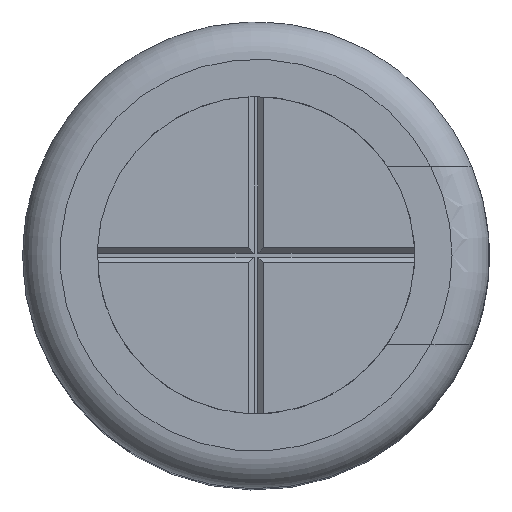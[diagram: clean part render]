
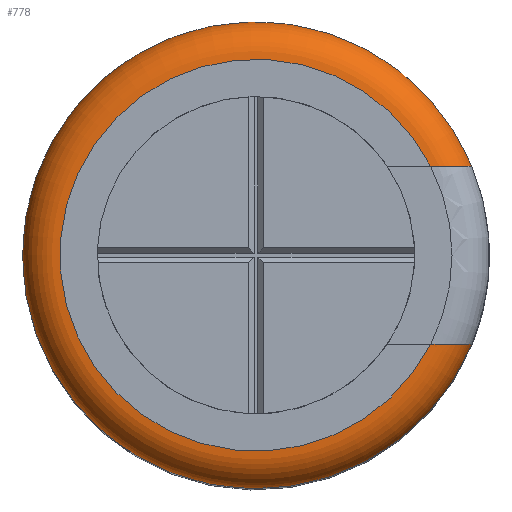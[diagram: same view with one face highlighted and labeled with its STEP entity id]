
A CAD part, top view. The second image highlights one B-rep face of the part: STEP entity #778.
In plain terms, the highlighted toroidal (fillet/blend) face has major radius 5.25 mm and minor radius 1 mm.
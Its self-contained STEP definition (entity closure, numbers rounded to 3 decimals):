
#368=CARTESIAN_POINT('',(5.776,-2.387,24.0));
#369=VERTEX_POINT('',#368);
#378=CARTESIAN_POINT('',(5.776,2.387,24.0));
#379=VERTEX_POINT('',#378);
#380=CARTESIAN_POINT('',(0.0,0.0,24.0));
#381=DIRECTION('',(-0.0,-0.0,-1.0));
#382=DIRECTION('',(1.0,0.0,-0.0));
#383=AXIS2_PLACEMENT_3D('',#380,#381,#382);
#384=CIRCLE('',#383,6.25);
#385=EDGE_CURVE('n� 106',#369,#379,#384,.T.);
#695=CARTESIAN_POINT('',(4.676,2.387,25.0));
#696=VERTEX_POINT('',#695);
#697=CARTESIAN_POINT('',(4.676,-2.387,25.0));
#698=VERTEX_POINT('',#697);
#699=CARTESIAN_POINT('',(0.0,0.0,25.0));
#700=DIRECTION('',(0.0,0.0,1.0));
#701=DIRECTION('',(1.0,0.0,-0.0));
#702=AXIS2_PLACEMENT_3D('',#699,#700,#701);
#703=CIRCLE('',#702,5.25);
#704=EDGE_CURVE('n� 94',#696,#698,#703,.T.);
#737=ORIENTED_EDGE('',*,*,#385,.F.);
#738=CARTESIAN_POINT('',(5.776,-2.387,24.0));
#739=CARTESIAN_POINT('',(5.776,-2.387,24.048));
#740=CARTESIAN_POINT('',(5.772,-2.387,24.096));
#741=CARTESIAN_POINT('',(5.749,-2.387,24.245));
#742=CARTESIAN_POINT('',(5.715,-2.387,24.346));
#743=CARTESIAN_POINT('',(5.618,-2.387,24.531));
#744=CARTESIAN_POINT('',(5.552,-2.387,24.617));
#745=CARTESIAN_POINT('',(5.396,-2.387,24.767));
#746=CARTESIAN_POINT('',(5.302,-2.387,24.832));
#747=CARTESIAN_POINT('',(5.094,-2.387,24.934));
#748=CARTESIAN_POINT('',(4.976,-2.387,24.969));
#749=CARTESIAN_POINT('',(4.798,-2.387,24.996));
#750=CARTESIAN_POINT('',(4.736,-2.387,25.0));
#751=CARTESIAN_POINT('',(4.676,-2.387,25.0));
#752=B_SPLINE_CURVE_WITH_KNOTS('',3,(#738,#739,#740,#741,#742,#743,#744,#745,#746,#747,
    #748,#749,#750,#751),.UNSPECIFIED.,.F.,.U.,
 (4,2,2,2,2,2,4),(0.0,0.087,0.276,0.468,0.671,0.89,1.0),.UNSPECIFIED.);
#753=EDGE_CURVE('n� 293',#369,#698,#752,.T.);
#754=ORIENTED_EDGE('',*,*,#753,.T.);
#755=ORIENTED_EDGE('',*,*,#704,.F.);
#756=CARTESIAN_POINT('',(4.676,2.387,25.0));
#757=CARTESIAN_POINT('',(4.724,2.387,25.0));
#758=CARTESIAN_POINT('',(4.772,2.387,24.997));
#759=CARTESIAN_POINT('',(4.96,2.387,24.975));
#760=CARTESIAN_POINT('',(5.101,2.387,24.934));
#761=CARTESIAN_POINT('',(5.344,2.387,24.807));
#762=CARTESIAN_POINT('',(5.452,2.387,24.724));
#763=CARTESIAN_POINT('',(5.617,2.387,24.534));
#764=CARTESIAN_POINT('',(5.68,2.387,24.428));
#765=CARTESIAN_POINT('',(5.757,2.387,24.216));
#766=CARTESIAN_POINT('',(5.776,2.387,24.107));
#767=CARTESIAN_POINT('',(5.776,2.387,24.0));
#768=B_SPLINE_CURVE_WITH_KNOTS('',3,(#756,#757,#758,#759,#760,#761,#762,#763,#764,#765,
    #766,#767),.UNSPECIFIED.,.F.,.U.,
 (4,2,2,2,2,4),(0.0,0.087,0.346,0.587,0.805,1.0),.UNSPECIFIED.);
#769=EDGE_CURVE('n� 291',#696,#379,#768,.T.);
#770=ORIENTED_EDGE('',*,*,#769,.T.);
#771=EDGE_LOOP('',(#737,#754,#755,#770));
#772=FACE_OUTER_BOUND('',#771,.T.);
#773=CARTESIAN_POINT('',(0.0,0.0,24.0));
#774=DIRECTION('',(0.0,0.0,1.0));
#775=DIRECTION('',(1.0,0.0,-0.0));
#776=AXIS2_PLACEMENT_3D('',#773,#774,#775);
#777=TOROIDAL_SURFACE('',#776,5.25,1.0);
#778=ADVANCED_FACE('n� 296',(#772),#777,.T.);
